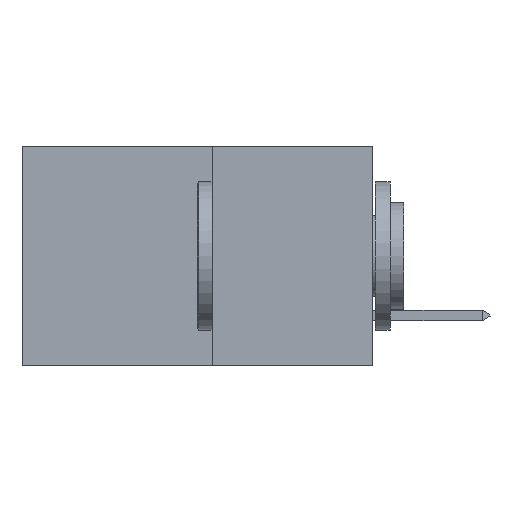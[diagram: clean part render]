
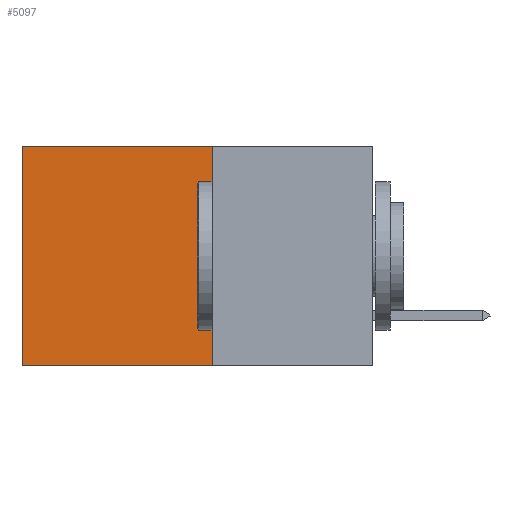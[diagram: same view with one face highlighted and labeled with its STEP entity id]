
A CAD part, left-side view. The second image highlights one B-rep face of the part: STEP entity #5097.
In plain terms, the highlighted planar face has unit normal (-1, 0, 0).
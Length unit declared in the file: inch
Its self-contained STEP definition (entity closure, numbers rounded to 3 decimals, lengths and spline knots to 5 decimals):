
#135 = VECTOR ( 'NONE', #13723, 39.37008 ) ;
#205 = VERTEX_POINT ( 'NONE', #7916 ) ;
#208 = VECTOR ( 'NONE', #20718, 39.37008 ) ;
#332 = EDGE_CURVE ( 'NONE', #8102, #17066, #7394, .T. ) ;
#1813 = DIRECTION ( 'NONE',  ( 0., 1., 0. ) ) ;
#5097 = ADVANCED_FACE ( 'NONE', ( #9164 ), #5194, .F. ) ;
#5121 = LINE ( 'NONE', #18975, #208 ) ;
#5194 = PLANE ( 'NONE',  #21911 ) ;
#5592 = LINE ( 'NONE', #15474, #135 ) ;
#6821 = VECTOR ( 'NONE', #1813, 39.37008 ) ;
#7394 = LINE ( 'NONE', #18451, #11648 ) ;
#7776 = DIRECTION ( 'NONE',  ( 0., 0., -1. ) ) ;
#7916 = CARTESIAN_POINT ( 'NONE',  ( 0.277, 0.59, 0. ) ) ;
#8102 = VERTEX_POINT ( 'NONE', #20642 ) ;
#8141 = EDGE_CURVE ( 'NONE', #17066, #16636, #5121, .T. ) ;
#8510 = ORIENTED_EDGE ( 'NONE', *, *, #8141, .F. ) ;
#8826 = DIRECTION ( 'NONE',  ( 0., 0., -1. ) ) ;
#9164 = FACE_OUTER_BOUND ( 'NONE', #13544, .T. ) ;
#9475 = EDGE_CURVE ( 'NONE', #205, #16636, #5592, .T. ) ;
#11648 = VECTOR ( 'NONE', #7776, 39.37008 ) ;
#13544 = EDGE_LOOP ( 'NONE', ( #16459, #8510, #19869, #23160 ) ) ;
#13723 = DIRECTION ( 'NONE',  ( 0., 0., -1. ) ) ;
#14049 = CARTESIAN_POINT ( 'NONE',  ( 0.277, 0.27, -0.37 ) ) ;
#15034 = EDGE_CURVE ( 'NONE', #8102, #205, #16472, .T. ) ;
#15474 = CARTESIAN_POINT ( 'NONE',  ( 0.277, 0.59, -0.37 ) ) ;
#16459 = ORIENTED_EDGE ( 'NONE', *, *, #9475, .T. ) ;
#16472 = LINE ( 'NONE', #23434, #6821 ) ;
#16636 = VERTEX_POINT ( 'NONE', #21910 ) ;
#17066 = VERTEX_POINT ( 'NONE', #14049 ) ;
#18451 = CARTESIAN_POINT ( 'NONE',  ( 0.277, 0.27, -0.37 ) ) ;
#18975 = CARTESIAN_POINT ( 'NONE',  ( 0.277, 0.27, -0.37 ) ) ;
#19696 = DIRECTION ( 'NONE',  ( 1., 0., 0. ) ) ;
#19869 = ORIENTED_EDGE ( 'NONE', *, *, #332, .F. ) ;
#20642 = CARTESIAN_POINT ( 'NONE',  ( 0.277, 0.27, 0. ) ) ;
#20718 = DIRECTION ( 'NONE',  ( 0., 1., 0. ) ) ;
#21376 = CARTESIAN_POINT ( 'NONE',  ( 0.277, 0.27, -0.37 ) ) ;
#21910 = CARTESIAN_POINT ( 'NONE',  ( 0.277, 0.59, -0.37 ) ) ;
#21911 = AXIS2_PLACEMENT_3D ( 'NONE', #21376, #19696, #8826 ) ;
#23160 = ORIENTED_EDGE ( 'NONE', *, *, #15034, .T. ) ;
#23434 = CARTESIAN_POINT ( 'NONE',  ( 0.277, 0.27, 0. ) ) ;
